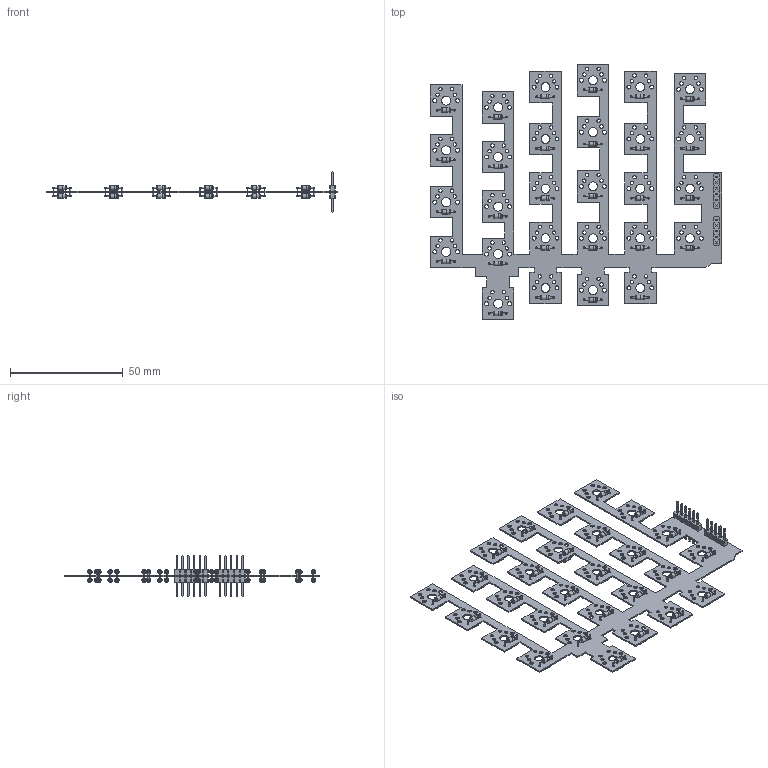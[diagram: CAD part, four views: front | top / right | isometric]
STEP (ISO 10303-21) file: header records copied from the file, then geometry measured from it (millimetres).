
FILE_DESCRIPTION(('KiCad electronic assembly'),'2;1');
FILE_NAME('kinesis-2040-hand.step','2024-07-07T20:30:08',('Pcbnew'),( 'Kicad'),'Open CASCADE STEP processor 7.7','KiCad to STEP converter' ,'Unknown');
FILE_SCHEMA(('AUTOMOTIVE_DESIGN { 1 0 10303 214 1 1 1 1 }'));
Length unit declared in the file: millimetre
Products named in the file (8): kinesis-2040-hand 1; D_DO-35_SOD27_P7.62mm_Horizontal; PinHeader_1x05_P2.54mm_Vertical; PinHeader_1x05_P254mm_Vertical; PinHeader_1x06_P2.54mm_Vertical; PinHeader_1x06_P254mm_Vertical; kinesis-2040-hand_PCB
Assembly tree (64 placements, depth 3):
  kinesis-2040-hand 1
    D_DO-35_SOD27_P7.62mm_Horizontal  x56
      D_DO-35_SOD27_P7.62mm_Horizontal
    PinHeader_1x05_P2.54mm_Vertical  x2
      PinHeader_1x05_P254mm_Vertical
    PinHeader_1x06_P2.54mm_Vertical  x2
      PinHeader_1x06_P254mm_Vertical
    kinesis-2040-hand_PCB
Bounding box: 129 x 113 x 17.78 mm (x, y, z)
Volume: 5110.8 mm3; surface area: 18746.5 mm2
Topology: 117 solids, 117 shells, 1855 faces, 3883 edges, 2418 vertices
Faces by surface type: plane 1032, cylinder 599, torus 224
Full cylindrical faces by diameter (mm): 0.5 x168, 0.8 x56, 1 x11, 1.524 x112, 1.75 x56, 2 x112, 2.02 x56, 3.988 x28
Entity records: 25788 total; most frequent: DIRECTION 3993, CARTESIAN_POINT 3925, ORIENTED_EDGE 3826, EDGE_CURVE 1913, LINE 1369, VECTOR 1369, AXIS2_PLACEMENT_3D 1312, FACE_BOUND 1253
